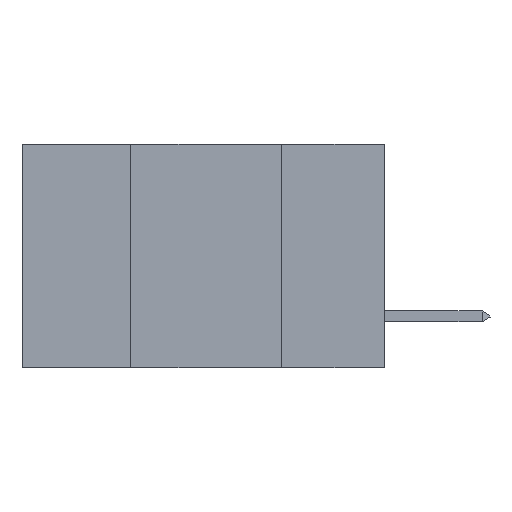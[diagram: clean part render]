
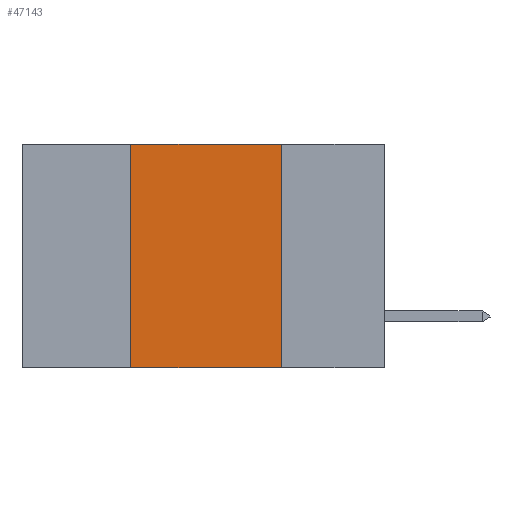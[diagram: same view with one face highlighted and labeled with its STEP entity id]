
A CAD part, left-side view. The second image highlights one B-rep face of the part: STEP entity #47143.
In plain terms, the highlighted planar face has unit normal (-1, 0, 0).
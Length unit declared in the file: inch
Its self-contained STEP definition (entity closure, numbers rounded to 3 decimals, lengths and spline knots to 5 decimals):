
#2550 = EDGE_CURVE ( 'NONE', #44457, #27071, #44444, .T. ) ;
#2794 = VERTEX_POINT ( 'NONE', #36418 ) ;
#5931 = ORIENTED_EDGE ( 'NONE', *, *, #9301, .T. ) ;
#8160 = CARTESIAN_POINT ( 'NONE',  ( 0., 0.6, 0. ) ) ;
#8193 = ORIENTED_EDGE ( 'NONE', *, *, #37173, .F. ) ;
#8964 = DIRECTION ( 'NONE',  ( 0., -1., 0. ) ) ;
#9301 = EDGE_CURVE ( 'NONE', #26753, #27071, #27213, .T. ) ;
#9610 = CARTESIAN_POINT ( 'NONE',  ( 0., 0.17, 0. ) ) ;
#9760 = CARTESIAN_POINT ( 'NONE',  ( 0., 0.17, -0.37 ) ) ;
#13309 = DIRECTION ( 'NONE',  ( 0., 0., -1. ) ) ;
#18166 = CARTESIAN_POINT ( 'NONE',  ( 0., 0.42, 0. ) ) ;
#18322 = CARTESIAN_POINT ( 'NONE',  ( 0., 0.42, -0.37 ) ) ;
#19277 = DIRECTION ( 'NONE',  ( 0., -1., 0. ) ) ;
#20870 = DIRECTION ( 'NONE',  ( 0., 0., -1. ) ) ;
#21241 = DIRECTION ( 'NONE',  ( 0., 0., 1. ) ) ;
#21533 = LINE ( 'NONE', #18166, #23753 ) ;
#23753 = VECTOR ( 'NONE', #21241, 39.37008 ) ;
#24054 = PLANE ( 'NONE',  #29130 ) ;
#25899 = VECTOR ( 'NONE', #13309, 39.37008 ) ;
#26090 = VECTOR ( 'NONE', #19277, 39.37008 ) ;
#26753 = VERTEX_POINT ( 'NONE', #18322 ) ;
#27071 = VERTEX_POINT ( 'NONE', #9760 ) ;
#27213 = LINE ( 'NONE', #41891, #29552 ) ;
#29130 = AXIS2_PLACEMENT_3D ( 'NONE', #38767, #39116, #20870 ) ;
#29552 = VECTOR ( 'NONE', #8964, 39.37008 ) ;
#29841 = ORIENTED_EDGE ( 'NONE', *, *, #31017, .F. ) ;
#31017 = EDGE_CURVE ( 'NONE', #2794, #44457, #36536, .T. ) ;
#31139 = ORIENTED_EDGE ( 'NONE', *, *, #2550, .F. ) ;
#34356 = EDGE_LOOP ( 'NONE', ( #31139, #29841, #8193, #5931 ) ) ;
#36418 = CARTESIAN_POINT ( 'NONE',  ( 0., 0.42, 0. ) ) ;
#36536 = LINE ( 'NONE', #8160, #26090 ) ;
#37173 = EDGE_CURVE ( 'NONE', #26753, #2794, #21533, .T. ) ;
#38767 = CARTESIAN_POINT ( 'NONE',  ( 0., 0.6, 0. ) ) ;
#39116 = DIRECTION ( 'NONE',  ( 1., 0., 0. ) ) ;
#41891 = CARTESIAN_POINT ( 'NONE',  ( 0., 0.6, -0.37 ) ) ;
#44444 = LINE ( 'NONE', #9610, #25899 ) ;
#44457 = VERTEX_POINT ( 'NONE', #47513 ) ;
#46765 = FACE_OUTER_BOUND ( 'NONE', #34356, .T. ) ;
#47143 = ADVANCED_FACE ( 'NONE', ( #46765 ), #24054, .F. ) ;
#47513 = CARTESIAN_POINT ( 'NONE',  ( 0., 0.17, 0. ) ) ;
